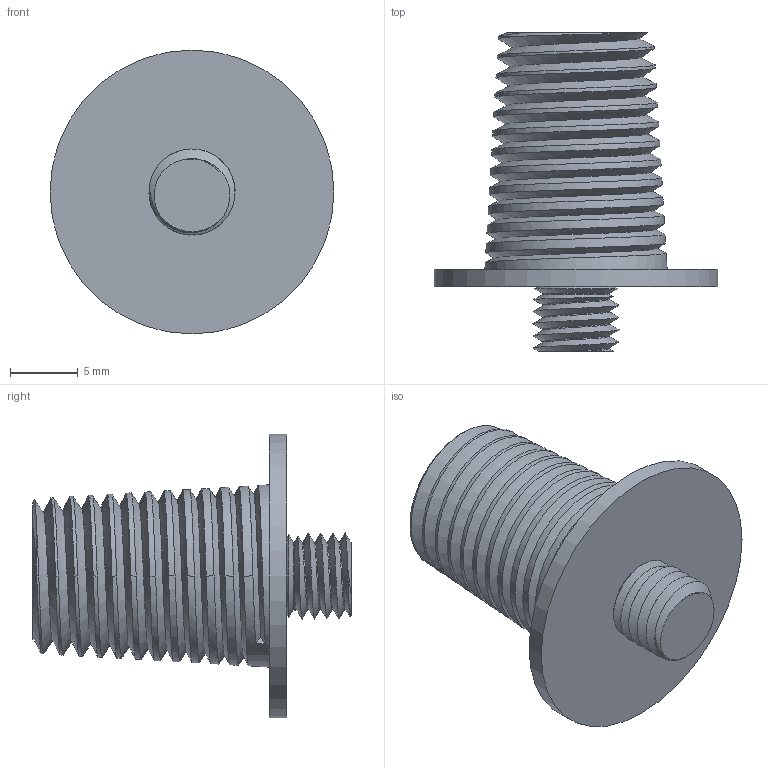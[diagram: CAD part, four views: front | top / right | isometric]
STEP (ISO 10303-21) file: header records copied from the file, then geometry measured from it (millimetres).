
FILE_DESCRIPTION(/* description */ (''),/* implementation_level */ '2;1');
FILE_NAME(/* name */ 'MH108-38B.stp',/* time_stamp */ '2023-02-16T17:31:00-05:00',/* author */ ('cthayer'),/* organization */ ('CONNECTION TECHNOLOGY CENTER'),/* preprocessor_version */ 'ST-DEVELOPER v19',/* originating_system */ 'Autodesk Inventor 2023',/* authorisation */ '');
FILE_SCHEMA (('AUTOMOTIVE_DESIGN { 1 0 10303 214 3 1 1 }'));
Length unit declared in the file: inch
Products named in the file (1): MH108-38B
Bounding box: 20.95 x 23.52 x 20.95 mm (x, y, z)
Volume: 2494.2 mm3; surface area: 1948.4 mm2
Topology: 1 solids, 1 shells, 30 faces, 77 edges, 51 vertices
Faces by surface type: cone 18, bspline 5, plane 5, torus 1, cylinder 1
Full cylindrical faces by diameter (mm): 20.955 x1
Entity records: 7837 total; most frequent: CARTESIAN_POINT 7103, ORIENTED_EDGE 154, DIRECTION 102, EDGE_CURVE 77, VERTEX_POINT 51, B_SPLINE_CURVE_WITH_KNOTS 42, AXIS2_PLACEMENT_3D 41, EDGE_LOOP 32
